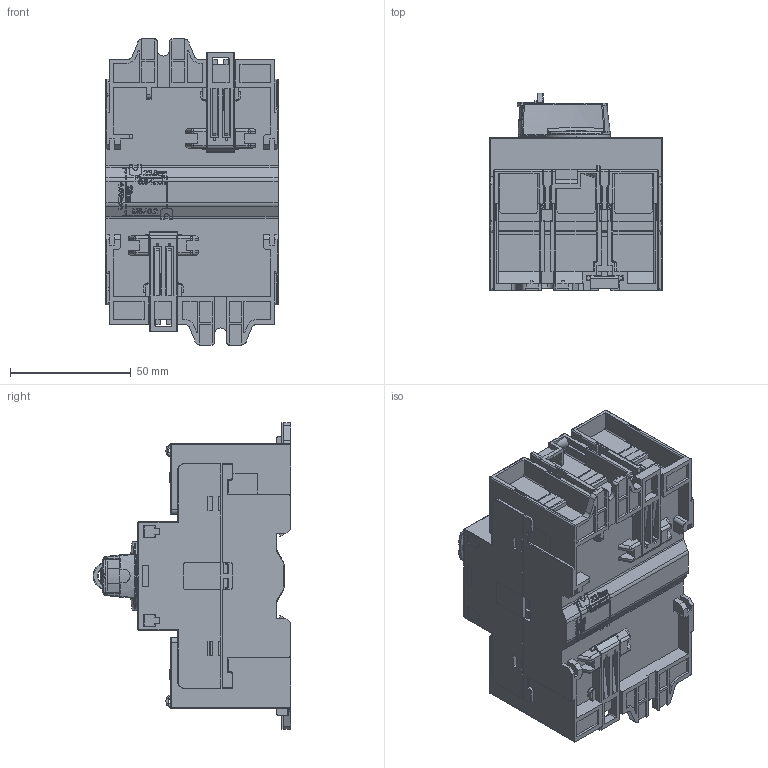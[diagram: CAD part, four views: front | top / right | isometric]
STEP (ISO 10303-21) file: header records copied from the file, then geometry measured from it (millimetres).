
FILE_DESCRIPTION (( 'STEP AP214' ), '1' );
FILE_NAME ('ARMAT Âûêëþ÷àòåëü-ðàçúåä. SDM 3P 100À IEK.STEP', '2025-02-18T08:42:13', ( '' ), ( '' ), 'SwSTEP 2.0', 'SolidWorks 2022', '' );
FILE_SCHEMA (( 'AUTOMOTIVE_DESIGN' ));
Length unit declared in the file: millimetre
Products named in the file (1): ARMAT Выключатель-разъед. SDM 3P 100А IEK
Bounding box: 71.4 x 82 x 127 mm (x, y, z)
Volume: 361543.1 mm3; surface area: 60168.8 mm2
Topology: 1 solids, 14 shells, 4032 faces, 11240 edges, 7308 vertices
Faces by surface type: plane 3242, cylinder 507, torus 116, bspline 91, sphere 41, cone 35
Entity records: 175956 total; most frequent: CARTESIAN_POINT 31104, ORIENTED_EDGE 22408, DIRECTION 19446, EDGE_CURVE 11204, LINE 9420, VECTOR 9420, VERTEX_POINT 7305, AXIS2_PLACEMENT_3D 5013
